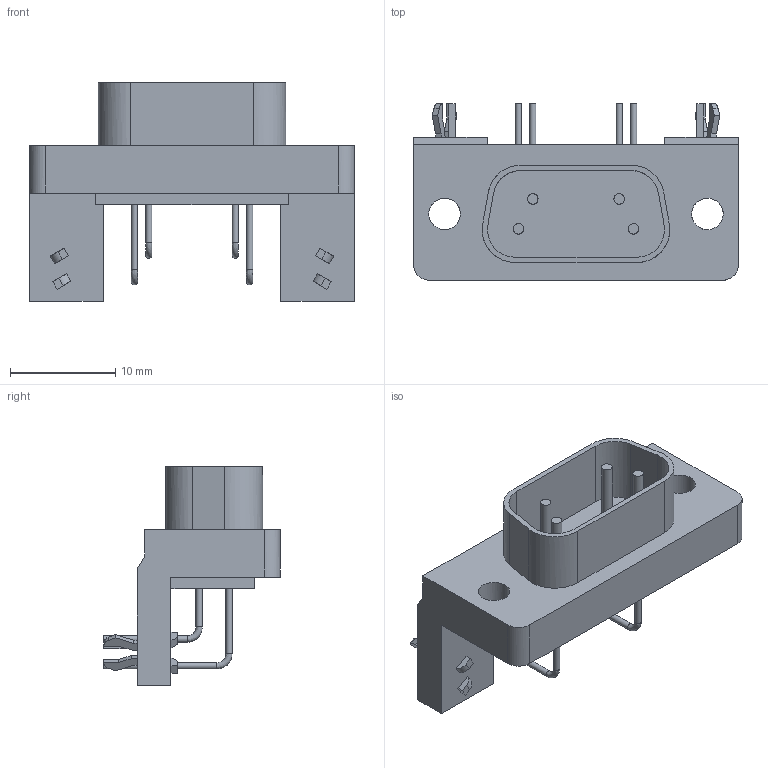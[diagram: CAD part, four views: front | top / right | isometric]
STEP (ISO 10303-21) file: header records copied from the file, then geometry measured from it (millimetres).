
FILE_DESCRIPTION((''),'2;1');
FILE_NAME( '0966_Dsub-S_male_angled_9-pins_2_54_board_lock.stp', '2005-08-22T11:46:02',('User'),('SDRC'),'I-DEAS Master Series 9','UNIX', 'Yes');
FILE_SCHEMA(('AUTOMOTIVE_DESIGN { 1 0 10303 214 1 1 1 1 }'));
Length unit declared in the file: millimetre
Products named in the file (1): 09 66 162 781x
Bounding box: 30.9 x 16.8 x 20.8 mm (x, y, z)
Volume: 2481.7 mm3; surface area: 2560 mm2
Topology: 1 solids, 1 shells, 134 faces, 332 edges, 220 vertices
Faces by surface type: bspline 134
Entity records: 4203 total; most frequent: CARTESIAN_POINT 1857, ORIENTED_EDGE 664, EDGE_CURVE 332, OVER_RIDING_STYLED_ITEM 264, VERTEX_POINT 220, EDGE_LOOP 158, B_SPLINE_CURVE_WITH_KNOTS 134, FACE_OUTER_BOUND 134
